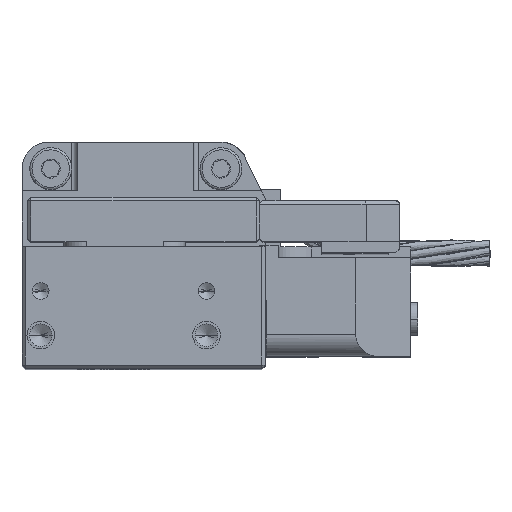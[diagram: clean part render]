
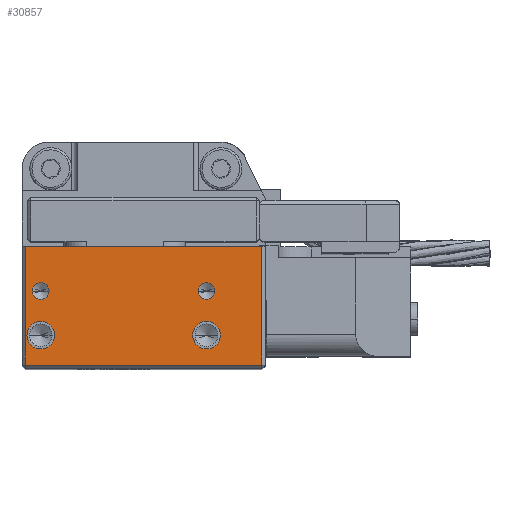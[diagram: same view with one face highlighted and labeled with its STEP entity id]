
A CAD part, top view. The second image highlights one B-rep face of the part: STEP entity #30857.
In plain terms, the highlighted planar face has unit normal (0, 0, 1).
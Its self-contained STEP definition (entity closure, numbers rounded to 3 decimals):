
#502 = CARTESIAN_POINT ( 'NONE',  ( 11.4, 11., 80. ) ) ;
#935 = ORIENTED_EDGE ( 'NONE', *, *, #60456, .F. ) ;
#1087 = ORIENTED_EDGE ( 'NONE', *, *, #30348, .F. ) ;
#2115 = DIRECTION ( 'NONE',  ( 1., 0., 0. ) ) ;
#2225 = VERTEX_POINT ( 'NONE', #26695 ) ;
#2500 = CARTESIAN_POINT ( 'NONE',  ( 11.7, 11., 80. ) ) ;
#2586 = CARTESIAN_POINT ( 'NONE',  ( 5.65, 7., 80. ) ) ;
#3060 = AXIS2_PLACEMENT_3D ( 'NONE', #50135, #61833, #33866 ) ;
#3653 = EDGE_CURVE ( 'NONE', #37410, #36649, #64092, .T. ) ;
#5042 = FACE_BOUND ( 'NONE', #44160, .T. ) ;
#5251 = VERTEX_POINT ( 'NONE', #51899 ) ;
#6395 = CARTESIAN_POINT ( 'NONE',  ( -7.85, 7., 80. ) ) ;
#6733 = VECTOR ( 'NONE', #42303, 1000. ) ;
#8592 = ORIENTED_EDGE ( 'NONE', *, *, #64070, .T. ) ;
#10242 = DIRECTION ( 'NONE',  ( 1., 0., 0. ) ) ;
#11098 = CARTESIAN_POINT ( 'NONE',  ( 7.65, 3., 80. ) ) ;
#11649 = VERTEX_POINT ( 'NONE', #502 ) ;
#12610 = DIRECTION ( 'NONE',  ( 1., 0., 0. ) ) ;
#12774 = CARTESIAN_POINT ( 'NONE',  ( 6.4, 7., 80. ) ) ;
#15406 = AXIS2_PLACEMENT_3D ( 'NONE', #29721, #62648, #36054 ) ;
#15558 = CARTESIAN_POINT ( 'NONE',  ( -10.3, 0.3, 80. ) ) ;
#15640 = ORIENTED_EDGE ( 'NONE', *, *, #55625, .F. ) ;
#19359 = VERTEX_POINT ( 'NONE', #11098 ) ;
#20098 = CARTESIAN_POINT ( 'NONE',  ( -8.6, 7., 80. ) ) ;
#20499 = CARTESIAN_POINT ( 'NONE',  ( -10., 0.3, 80. ) ) ;
#20551 = VERTEX_POINT ( 'NONE', #33009 ) ;
#21060 = EDGE_CURVE ( 'NONE', #19359, #34417, #66184, .T. ) ;
#22043 = EDGE_CURVE ( 'NONE', #40362, #41943, #47079, .T. ) ;
#22083 = EDGE_LOOP ( 'NONE', ( #53985, #66480, #60262, #8592 ) ) ;
#22157 = EDGE_CURVE ( 'NONE', #5251, #50571, #68671, .T. ) ;
#22278 = AXIS2_PLACEMENT_3D ( 'NONE', #63770, #26238, #48155 ) ;
#23062 = DIRECTION ( 'NONE',  ( 0., 0., 1. ) ) ;
#23791 = DIRECTION ( 'NONE',  ( 0., 0., 1. ) ) ;
#23805 = LINE ( 'NONE', #2500, #43453 ) ;
#24976 = CARTESIAN_POINT ( 'NONE',  ( 11.4, 0.3, 80. ) ) ;
#25069 = DIRECTION ( 'NONE',  ( 1., 0., 0. ) ) ;
#26238 = DIRECTION ( 'NONE',  ( 0., 0., 1. ) ) ;
#26691 = FACE_BOUND ( 'NONE', #67710, .T. ) ;
#26695 = CARTESIAN_POINT ( 'NONE',  ( -10., 11., 80. ) ) ;
#27048 = DIRECTION ( 'NONE',  ( 0., 0., -1. ) ) ;
#28441 = CARTESIAN_POINT ( 'NONE',  ( -10.3, 20.6, 80. ) ) ;
#28882 = CIRCLE ( 'NONE', #37927, 0.75 ) ;
#29340 = ORIENTED_EDGE ( 'NONE', *, *, #51698, .F. ) ;
#29361 = ORIENTED_EDGE ( 'NONE', *, *, #22157, .F. ) ;
#29721 = CARTESIAN_POINT ( 'NONE',  ( -8.6, 3., 80. ) ) ;
#30317 = AXIS2_PLACEMENT_3D ( 'NONE', #28441, #27048, #43631 ) ;
#30348 = EDGE_CURVE ( 'NONE', #34417, #19359, #37068, .T. ) ;
#30695 = LINE ( 'NONE', #47265, #6733 ) ;
#30857 = ADVANCED_FACE ( 'NONE', ( #53578, #5042, #26691, #32733, #50016 ), #48966, .F. ) ;
#32161 = EDGE_LOOP ( 'NONE', ( #57250, #1087 ) ) ;
#32733 = FACE_BOUND ( 'NONE', #32161, .T. ) ;
#32899 = EDGE_CURVE ( 'NONE', #41943, #40362, #28882, .T. ) ;
#33009 = CARTESIAN_POINT ( 'NONE',  ( 7.15, 7., 80. ) ) ;
#33033 = ORIENTED_EDGE ( 'NONE', *, *, #22043, .F. ) ;
#33866 = DIRECTION ( 'NONE',  ( 1., 0., 0. ) ) ;
#34417 = VERTEX_POINT ( 'NONE', #39196 ) ;
#35656 = AXIS2_PLACEMENT_3D ( 'NONE', #39516, #67512, #12610 ) ;
#36054 = DIRECTION ( 'NONE',  ( 1., 0., 0. ) ) ;
#36649 = VERTEX_POINT ( 'NONE', #24976 ) ;
#37068 = CIRCLE ( 'NONE', #3060, 1.25 ) ;
#37410 = VERTEX_POINT ( 'NONE', #20499 ) ;
#37746 = CARTESIAN_POINT ( 'NONE',  ( 6.4, 7., 80. ) ) ;
#37927 = AXIS2_PLACEMENT_3D ( 'NONE', #20098, #46963, #25069 ) ;
#38707 = EDGE_CURVE ( 'NONE', #2225, #37410, #67469, .T. ) ;
#39196 = CARTESIAN_POINT ( 'NONE',  ( 5.15, 3., 80. ) ) ;
#39516 = CARTESIAN_POINT ( 'NONE',  ( 6.4, 3., 80. ) ) ;
#40362 = VERTEX_POINT ( 'NONE', #6395 ) ;
#40861 = CARTESIAN_POINT ( 'NONE',  ( -10., 20.6, 80. ) ) ;
#41943 = VERTEX_POINT ( 'NONE', #44563 ) ;
#42303 = DIRECTION ( 'NONE',  ( 0., 1., 0. ) ) ;
#43453 = VECTOR ( 'NONE', #62044, 1000. ) ;
#43631 = DIRECTION ( 'NONE',  ( -1., 0., 0. ) ) ;
#43710 = DIRECTION ( 'NONE',  ( 0., 0., 1. ) ) ;
#44160 = EDGE_LOOP ( 'NONE', ( #33033, #56597 ) ) ;
#44563 = CARTESIAN_POINT ( 'NONE',  ( -9.35, 7., 80. ) ) ;
#45338 = VECTOR ( 'NONE', #10242, 1000. ) ;
#46300 = CIRCLE ( 'NONE', #55367, 0.75 ) ;
#46687 = EDGE_CURVE ( 'NONE', #2225, #11649, #23805, .T. ) ;
#46963 = DIRECTION ( 'NONE',  ( 0., 0., 1. ) ) ;
#47039 = AXIS2_PLACEMENT_3D ( 'NONE', #12774, #23062, #2115 ) ;
#47079 = CIRCLE ( 'NONE', #52760, 0.75 ) ;
#47265 = CARTESIAN_POINT ( 'NONE',  ( 11.4, 20.6, 80. ) ) ;
#48155 = DIRECTION ( 'NONE',  ( 1., 0., 0. ) ) ;
#48966 = PLANE ( 'NONE',  #30317 ) ;
#50016 = FACE_BOUND ( 'NONE', #58976, .T. ) ;
#50135 = CARTESIAN_POINT ( 'NONE',  ( 6.4, 3., 80. ) ) ;
#50571 = VERTEX_POINT ( 'NONE', #63224 ) ;
#50688 = CARTESIAN_POINT ( 'NONE',  ( -8.6, 7., 80. ) ) ;
#51698 = EDGE_CURVE ( 'NONE', #50571, #5251, #61775, .T. ) ;
#51899 = CARTESIAN_POINT ( 'NONE',  ( -9.85, 3., 80. ) ) ;
#52760 = AXIS2_PLACEMENT_3D ( 'NONE', #50688, #23791, #66996 ) ;
#53578 = FACE_OUTER_BOUND ( 'NONE', #22083, .T. ) ;
#53985 = ORIENTED_EDGE ( 'NONE', *, *, #46687, .F. ) ;
#54366 = DIRECTION ( 'NONE',  ( 1., 0., 0. ) ) ;
#55367 = AXIS2_PLACEMENT_3D ( 'NONE', #37746, #43710, #54366 ) ;
#55625 = EDGE_CURVE ( 'NONE', #57175, #20551, #46300, .T. ) ;
#56597 = ORIENTED_EDGE ( 'NONE', *, *, #32899, .F. ) ;
#57175 = VERTEX_POINT ( 'NONE', #2586 ) ;
#57250 = ORIENTED_EDGE ( 'NONE', *, *, #21060, .F. ) ;
#58976 = EDGE_LOOP ( 'NONE', ( #29340, #29361 ) ) ;
#60262 = ORIENTED_EDGE ( 'NONE', *, *, #3653, .T. ) ;
#60456 = EDGE_CURVE ( 'NONE', #20551, #57175, #61800, .T. ) ;
#61456 = DIRECTION ( 'NONE',  ( 0., -1., 0. ) ) ;
#61775 = CIRCLE ( 'NONE', #15406, 1.25 ) ;
#61800 = CIRCLE ( 'NONE', #47039, 0.75 ) ;
#61833 = DIRECTION ( 'NONE',  ( 0., 0., 1. ) ) ;
#62044 = DIRECTION ( 'NONE',  ( 1., 0., 0. ) ) ;
#62648 = DIRECTION ( 'NONE',  ( 0., 0., 1. ) ) ;
#63224 = CARTESIAN_POINT ( 'NONE',  ( -7.35, 3., 80. ) ) ;
#63770 = CARTESIAN_POINT ( 'NONE',  ( -8.6, 3., 80. ) ) ;
#64070 = EDGE_CURVE ( 'NONE', #36649, #11649, #30695, .T. ) ;
#64092 = LINE ( 'NONE', #15558, #45338 ) ;
#66184 = CIRCLE ( 'NONE', #35656, 1.25 ) ;
#66480 = ORIENTED_EDGE ( 'NONE', *, *, #38707, .T. ) ;
#66996 = DIRECTION ( 'NONE',  ( 1., 0., 0. ) ) ;
#67469 = LINE ( 'NONE', #40861, #68169 ) ;
#67512 = DIRECTION ( 'NONE',  ( 0., 0., 1. ) ) ;
#67710 = EDGE_LOOP ( 'NONE', ( #935, #15640 ) ) ;
#68169 = VECTOR ( 'NONE', #61456, 1000. ) ;
#68671 = CIRCLE ( 'NONE', #22278, 1.25 ) ;
